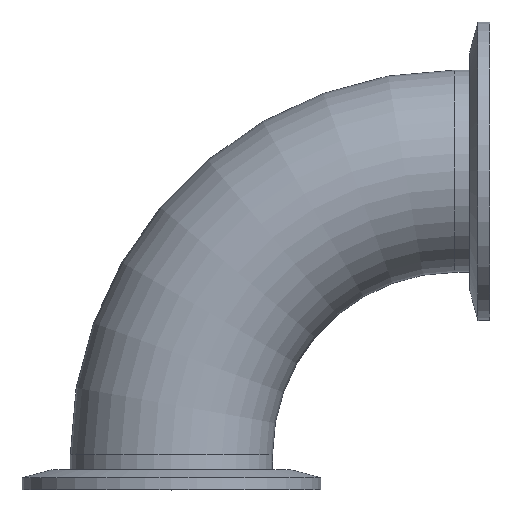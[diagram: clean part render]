
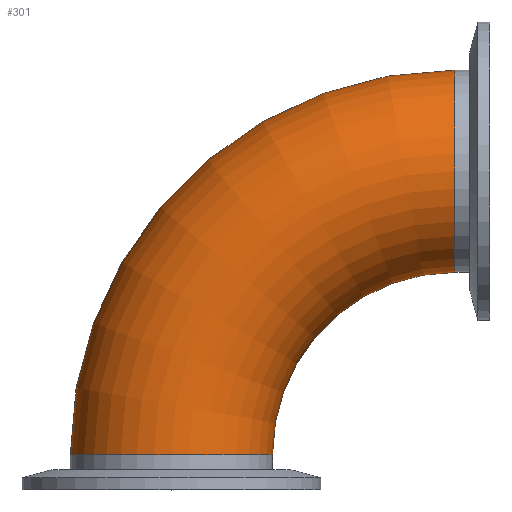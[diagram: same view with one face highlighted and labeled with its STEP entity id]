
A CAD part, top view. The second image highlights one B-rep face of the part: STEP entity #301.
In plain terms, the highlighted toroidal (fillet/blend) face has major radius 71.2 mm and minor radius 25.4 mm.
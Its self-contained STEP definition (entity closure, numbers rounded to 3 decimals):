
#45=TOROIDAL_SURFACE('',#382,71.2,25.4);
#50=FACE_OUTER_BOUND('',#67,.T.);
#67=EDGE_LOOP('',(#228,#229,#230,#231,#232,#233));
#112=CIRCLE('',#380,25.4);
#113=CIRCLE('',#381,25.4);
#114=CIRCLE('',#383,45.8);
#115=CIRCLE('',#384,25.4);
#116=CIRCLE('',#385,25.4);
#143=VERTEX_POINT('',#563);
#144=VERTEX_POINT('',#565);
#145=VERTEX_POINT('',#569);
#146=VERTEX_POINT('',#571);
#177=EDGE_CURVE('',#143,#144,#112,.T.);
#178=EDGE_CURVE('',#144,#143,#113,.T.);
#179=EDGE_CURVE('',#144,#145,#114,.T.);
#180=EDGE_CURVE('',#145,#146,#115,.T.);
#181=EDGE_CURVE('',#146,#145,#116,.T.);
#228=ORIENTED_EDGE('',*,*,#177,.F.);
#229=ORIENTED_EDGE('',*,*,#178,.F.);
#230=ORIENTED_EDGE('',*,*,#179,.T.);
#231=ORIENTED_EDGE('',*,*,#180,.T.);
#232=ORIENTED_EDGE('',*,*,#181,.T.);
#233=ORIENTED_EDGE('',*,*,#179,.F.);
#301=ADVANCED_FACE('',(#50),#45,.T.);
#380=AXIS2_PLACEMENT_3D('',#566,#452,#453);
#381=AXIS2_PLACEMENT_3D('',#567,#454,#455);
#382=AXIS2_PLACEMENT_3D('',#568,#456,#457);
#383=AXIS2_PLACEMENT_3D('',#570,#458,#459);
#384=AXIS2_PLACEMENT_3D('',#572,#460,#461);
#385=AXIS2_PLACEMENT_3D('',#573,#462,#463);
#452=DIRECTION('center_axis',(1.,0.,0.));
#453=DIRECTION('ref_axis',(0.,-1.,0.));
#454=DIRECTION('center_axis',(1.,0.,0.));
#455=DIRECTION('ref_axis',(0.,-1.,0.));
#456=DIRECTION('center_axis',(0.,0.,-1.));
#457=DIRECTION('ref_axis',(-1.,0.,0.));
#458=DIRECTION('center_axis',(0.,0.,1.));
#459=DIRECTION('ref_axis',(-1.,0.,0.));
#460=DIRECTION('center_axis',(0.,1.,0.));
#461=DIRECTION('ref_axis',(1.,0.,0.));
#462=DIRECTION('center_axis',(0.,1.,0.));
#463=DIRECTION('ref_axis',(1.,0.,0.));
#563=CARTESIAN_POINT('',(-8.8,105.4,0.));
#565=CARTESIAN_POINT('',(-8.8,54.6,0.));
#566=CARTESIAN_POINT('Origin',(-8.8,80.,0.));
#567=CARTESIAN_POINT('Origin',(-8.8,80.,0.));
#568=CARTESIAN_POINT('Origin',(-8.8,8.8,0.));
#569=CARTESIAN_POINT('',(-54.6,8.8,0.));
#570=CARTESIAN_POINT('Origin',(-8.8,8.8,0.));
#571=CARTESIAN_POINT('',(-105.4,8.8,0.));
#572=CARTESIAN_POINT('Origin',(-80.,8.8,0.));
#573=CARTESIAN_POINT('Origin',(-80.,8.8,0.));
